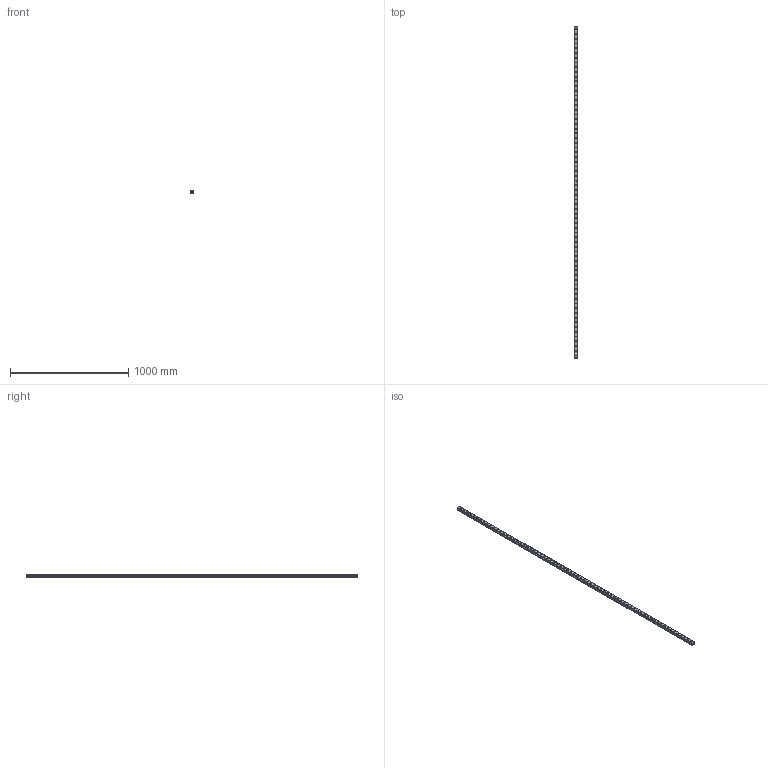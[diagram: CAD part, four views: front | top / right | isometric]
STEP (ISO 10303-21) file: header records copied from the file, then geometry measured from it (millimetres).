
FILE_DESCRIPTION(('STEP AP214'),'1');
FILE_NAME('cctmp_B86A0B06-D356-4C4D-8D31-CE9DF315226B_2021_03_11_16_09_15_0188..stp','2021-03-11T15:09:15',('HIWIN GmbH'),('CADClick - www.CADClick.com'),'Spatial InterOp 3D',' ','unknown authorization');
FILE_SCHEMA(('AUTOMOTIVE_DESIGN'));
Length unit declared in the file: millimetre
Products named in the file (1): RGR30R2810H_FILE
Bounding box: 28 x 2810 x 28 mm (x, y, z)
Volume: 1613227.8 mm3; surface area: 416576.3 mm2
Topology: 1 solids, 1 shells, 745 faces, 1587 edges, 1058 vertices
Faces by surface type: cylinder 438, plane 307
Entity records: 26481 total; most frequent: DIRECTION 3955, CARTESIAN_POINT 3391, ORIENTED_EDGE 3174, AXIS2_PLACEMENT_3D 1622, EDGE_CURVE 1587, VERTEX_POINT 1058, EDGE_LOOP 959, CIRCLE 876
